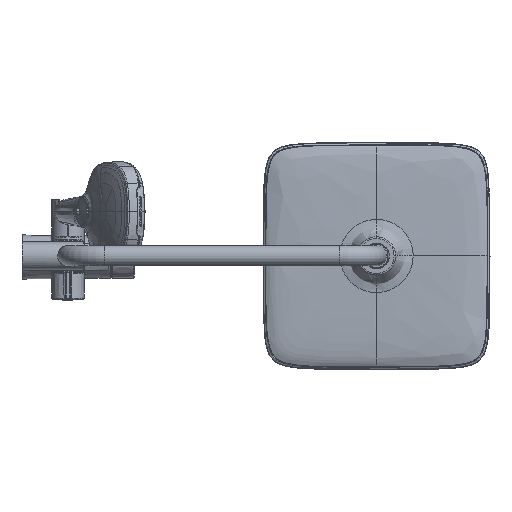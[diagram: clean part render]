
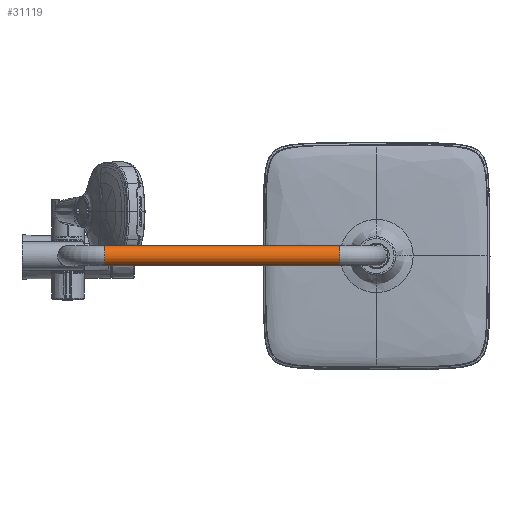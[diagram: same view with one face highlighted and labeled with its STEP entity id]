
A CAD part, top view. The second image highlights one B-rep face of the part: STEP entity #31119.
In plain terms, the highlighted cylindrical face has radius 11 mm (diameter 22 mm), a full revolution.
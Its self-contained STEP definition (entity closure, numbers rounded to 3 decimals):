
#527=CYLINDRICAL_SURFACE('',#33666,11.);
#2361=CIRCLE('',#33665,11.);
#2362=CIRCLE('',#33667,11.);
#5283=ORIENTED_EDGE('',*,*,#10273,.T.);
#5284=ORIENTED_EDGE('',*,*,#10274,.F.);
#10273=EDGE_CURVE('',#14351,#14351,#2361,.F.);
#10274=EDGE_CURVE('',#14352,#14352,#2362,.F.);
#14351=VERTEX_POINT('',#70442);
#14352=VERTEX_POINT('',#70445);
#20462=EDGE_LOOP('',(#5283));
#20463=EDGE_LOOP('',(#5284));
#23136=FACE_BOUND('',#20462,.T.);
#23137=FACE_BOUND('',#20463,.T.);
#31119=ADVANCED_FACE('',(#23136,#23137),#527,.T.);
#33665=AXIS2_PLACEMENT_3D('',#70441,#36325,#36326);
#33666=AXIS2_PLACEMENT_3D('',#70443,#36327,#36328);
#33667=AXIS2_PLACEMENT_3D('',#70444,#36329,#36330);
#36325=DIRECTION('',(1.,0.,0.));
#36326=DIRECTION('',(0.,0.,1.));
#36327=DIRECTION('',(1.,0.,0.));
#36328=DIRECTION('',(0.,0.,-1.));
#36329=DIRECTION('',(1.,0.,0.));
#36330=DIRECTION('',(0.,0.,1.));
#70441=CARTESIAN_POINT('',(299.5,0.,720.026));
#70442=CARTESIAN_POINT('',(299.5,0.,731.026));
#70443=CARTESIAN_POINT('',(40.5,0.,720.026));
#70444=CARTESIAN_POINT('',(40.5,0.,720.026));
#70445=CARTESIAN_POINT('',(40.5,0.,731.026));
